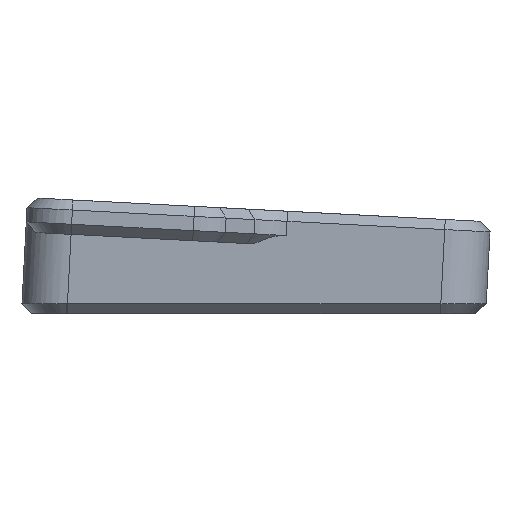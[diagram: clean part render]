
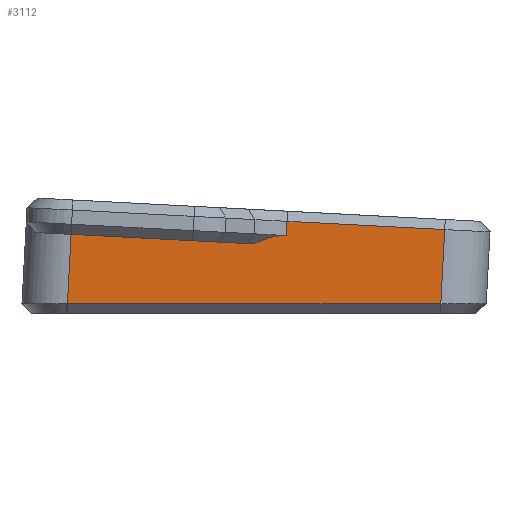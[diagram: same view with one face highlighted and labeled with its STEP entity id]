
A CAD part, left-side view. The second image highlights one B-rep face of the part: STEP entity #3112.
In plain terms, the highlighted planar face has unit normal (-1, 0, 0).
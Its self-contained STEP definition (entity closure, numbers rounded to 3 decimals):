
#17=B_SPLINE_CURVE_WITH_KNOTS('',3,(#4932,#4933,#4934,#4935),
 .UNSPECIFIED.,.F.,.F.,(4,4),(1.559,1.571),
 .UNSPECIFIED.);
#42=(
BOUNDED_CURVE()
B_SPLINE_CURVE(2,(#4845,#4846,#4847),.UNSPECIFIED.,.F.,.F.)
B_SPLINE_CURVE_WITH_KNOTS((3,3),(0.,0.35),.UNSPECIFIED.)
CURVE()
GEOMETRIC_REPRESENTATION_ITEM()
RATIONAL_B_SPLINE_CURVE((1.,1.414,1.))
REPRESENTATION_ITEM('')
);
#43=(
BOUNDED_CURVE()
B_SPLINE_CURVE(2,(#4943,#4944,#4945),.UNSPECIFIED.,.F.,.F.)
B_SPLINE_CURVE_WITH_KNOTS((3,3),(0.669,1.338),
 .UNSPECIFIED.)
CURVE()
GEOMETRIC_REPRESENTATION_ITEM()
RATIONAL_B_SPLINE_CURVE((1.,1.054,1.))
REPRESENTATION_ITEM('')
);
#321=FACE_OUTER_BOUND('',#511,.T.);
#511=EDGE_LOOP('',(#2328,#2329,#2330,#2331,#2332,#2333,#2334,#2335,#2336,
#2337,#2338,#2339,#2340));
#758=LINE('',#4925,#1066);
#759=LINE('',#4928,#1067);
#760=LINE('',#4930,#1068);
#761=LINE('',#4937,#1069);
#762=LINE('',#4939,#1070);
#763=LINE('',#4941,#1071);
#764=LINE('',#4946,#1072);
#765=LINE('',#4948,#1073);
#766=LINE('',#4950,#1074);
#767=LINE('',#4951,#1075);
#1066=VECTOR('',#3943,10.);
#1067=VECTOR('',#3946,10.);
#1068=VECTOR('',#3947,10.);
#1069=VECTOR('',#3948,10.);
#1070=VECTOR('',#3949,10.);
#1071=VECTOR('',#3950,10.);
#1072=VECTOR('',#3951,10.);
#1073=VECTOR('',#3952,10.);
#1074=VECTOR('',#3953,10.);
#1075=VECTOR('',#3954,10.);
#1390=VERTEX_POINT('',#4843);
#1391=VERTEX_POINT('',#4844);
#1407=VERTEX_POINT('',#4916);
#1408=VERTEX_POINT('',#4923);
#1409=VERTEX_POINT('',#4927);
#1410=VERTEX_POINT('',#4929);
#1411=VERTEX_POINT('',#4931);
#1412=VERTEX_POINT('',#4936);
#1413=VERTEX_POINT('',#4938);
#1414=VERTEX_POINT('',#4940);
#1415=VERTEX_POINT('',#4942);
#1416=VERTEX_POINT('',#4947);
#1417=VERTEX_POINT('',#4949);
#1723=EDGE_CURVE('',#1390,#1391,#42,.F.);
#1749=EDGE_CURVE('',#1408,#1407,#758,.T.);
#1750=EDGE_CURVE('',#1409,#1408,#759,.T.);
#1751=EDGE_CURVE('',#1410,#1409,#760,.T.);
#1752=EDGE_CURVE('',#1411,#1410,#17,.T.);
#1753=EDGE_CURVE('',#1412,#1411,#761,.T.);
#1754=EDGE_CURVE('',#1413,#1412,#762,.T.);
#1755=EDGE_CURVE('',#1414,#1413,#763,.T.);
#1756=EDGE_CURVE('',#1415,#1414,#43,.F.);
#1757=EDGE_CURVE('',#1415,#1391,#764,.T.);
#1758=EDGE_CURVE('',#1416,#1390,#765,.T.);
#1759=EDGE_CURVE('',#1417,#1416,#766,.T.);
#1760=EDGE_CURVE('',#1407,#1417,#767,.T.);
#2328=ORIENTED_EDGE('',*,*,#1749,.F.);
#2329=ORIENTED_EDGE('',*,*,#1750,.F.);
#2330=ORIENTED_EDGE('',*,*,#1751,.F.);
#2331=ORIENTED_EDGE('',*,*,#1752,.F.);
#2332=ORIENTED_EDGE('',*,*,#1753,.F.);
#2333=ORIENTED_EDGE('',*,*,#1754,.F.);
#2334=ORIENTED_EDGE('',*,*,#1755,.F.);
#2335=ORIENTED_EDGE('',*,*,#1756,.F.);
#2336=ORIENTED_EDGE('',*,*,#1757,.T.);
#2337=ORIENTED_EDGE('',*,*,#1723,.F.);
#2338=ORIENTED_EDGE('',*,*,#1758,.F.);
#2339=ORIENTED_EDGE('',*,*,#1759,.F.);
#2340=ORIENTED_EDGE('',*,*,#1760,.F.);
#2992=PLANE('',#3380);
#3112=ADVANCED_FACE('',(#321),#2992,.T.);
#3380=AXIS2_PLACEMENT_3D('',#4926,#3944,#3945);
#3943=DIRECTION('',(0.,0.999,0.052));
#3944=DIRECTION('center_axis',(-1.,0.,0.));
#3945=DIRECTION('ref_axis',(0.,-0.999,-0.052));
#3946=DIRECTION('',(0.,-0.052,0.999));
#3947=DIRECTION('',(0.,1.,0.));
#3948=DIRECTION('',(0.,0.052,-0.999));
#3949=DIRECTION('',(0.,-0.999,-0.052));
#3950=DIRECTION('',(0.,-0.052,0.999));
#3951=DIRECTION('',(0.,0.999,0.052));
#3952=DIRECTION('',(0.,0.052,-0.999));
#3953=DIRECTION('',(0.,-0.999,-0.052));
#3954=DIRECTION('',(0.,-0.052,0.999));
#4843=CARTESIAN_POINT('',(3.805,45.528,16.166));
#4844=CARTESIAN_POINT('',(3.805,42.808,14.021));
#4845=CARTESIAN_POINT('Ctrl Pts',(3.805,42.808,14.021));
#4846=CARTESIAN_POINT('Ctrl Pts',(3.805,44.822,16.129));
#4847=CARTESIAN_POINT('Ctrl Pts',(3.805,45.528,16.166));
#4916=CARTESIAN_POINT('',(3.805,73.076,17.61));
#4923=CARTESIAN_POINT('',(3.805,72.077,17.558));
#4925=CARTESIAN_POINT('',(3.805,69.106,17.402));
#4926=CARTESIAN_POINT('Origin',(3.805,81.757,4.815));
#4927=CARTESIAN_POINT('',(3.805,72.904,1.788));
#4928=CARTESIAN_POINT('',(3.805,72.77,4.344));
#4929=CARTESIAN_POINT('',(3.805,-1.043,1.788));
#4930=CARTESIAN_POINT('',(3.805,58.87,1.788));
#4931=CARTESIAN_POINT('',(3.805,-1.148,1.788));
#4932=CARTESIAN_POINT('Ctrl Pts',(3.805,-1.148,1.788));
#4933=CARTESIAN_POINT('Ctrl Pts',(3.805,-1.113,1.788));
#4934=CARTESIAN_POINT('Ctrl Pts',(3.805,-1.078,1.788));
#4935=CARTESIAN_POINT('Ctrl Pts',(3.805,-1.043,1.788));
#4936=CARTESIAN_POINT('',(3.805,-1.92,16.511));
#4937=CARTESIAN_POINT('',(3.805,-1.079,0.473));
#4938=CARTESIAN_POINT('',(3.805,29.36,18.151));
#4939=CARTESIAN_POINT('',(3.805,57.961,19.65));
#4940=CARTESIAN_POINT('',(3.805,29.508,15.327));
#4941=CARTESIAN_POINT('',(3.805,29.728,11.13));
#4942=CARTESIAN_POINT('',(3.805,35.929,13.66));
#4943=CARTESIAN_POINT('Ctrl Pts',(3.805,29.508,15.327));
#4944=CARTESIAN_POINT('Ctrl Pts',(3.805,32.35,15.476));
#4945=CARTESIAN_POINT('Ctrl Pts',(3.805,35.929,13.66));
#4946=CARTESIAN_POINT('',(3.805,69.211,15.405));
#4947=CARTESIAN_POINT('',(3.805,45.38,18.99));
#4948=CARTESIAN_POINT('',(3.805,45.748,11.97));
#4949=CARTESIAN_POINT('',(3.805,72.928,20.434));
#4950=CARTESIAN_POINT('',(3.805,57.961,19.65));
#4951=CARTESIAN_POINT('',(3.805,73.296,13.414));
